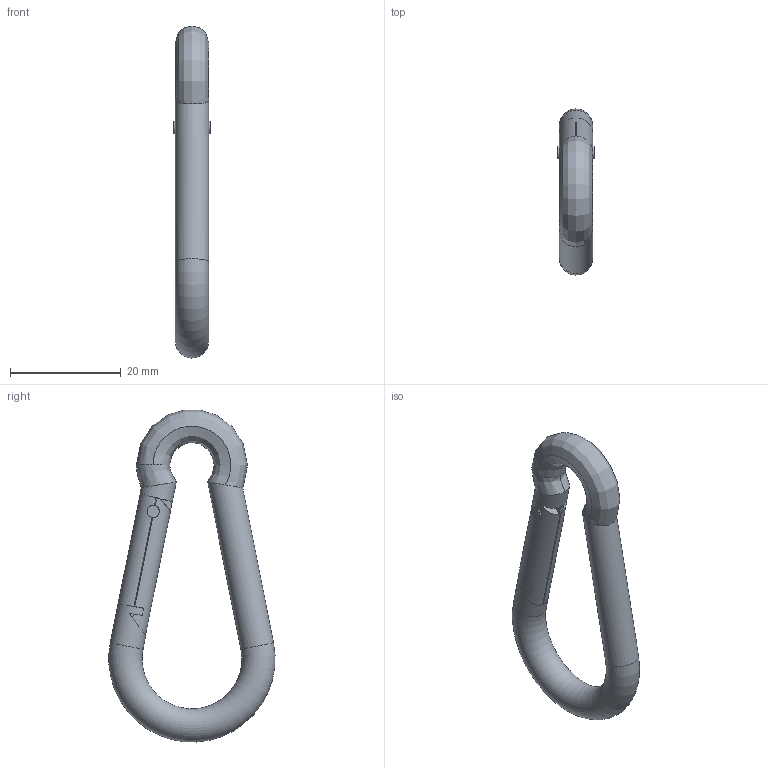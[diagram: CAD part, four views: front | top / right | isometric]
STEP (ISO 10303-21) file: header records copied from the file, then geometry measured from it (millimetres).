
FILE_DESCRIPTION((''),'2;1');
FILE_NAME('AR3460.stp','2016-08-04T08:33:53',('Envy'),(''),'Autodesk Inventor 2013','Autodesk Inventor 2013','');
FILE_SCHEMA(('AUTOMOTIVE_DESIGN { 1 0 10303 214 1 1 1 1 }'));
Length unit declared in the file: millimetre
Products named in the file (1): AR3460
Bounding box: 6.5 x 29.96 x 59.89 mm (x, y, z)
Volume: 3709.8 mm3; surface area: 2495.4 mm2
Topology: 1 solids, 1 shells, 52 faces, 141 edges, 90 vertices
Faces by surface type: plane 37, cylinder 10, bspline 4, torus 1
Full cylindrical faces by diameter (mm): 2.2 x2, 6 x3
Entity records: 2167 total; most frequent: CARTESIAN_POINT 849, DIRECTION 278, ORIENTED_EDGE 266, EDGE_CURVE 133, AXIS2_PLACEMENT_3D 110, VERTEX_POINT 89, EDGE_LOOP 58, VECTOR 58
